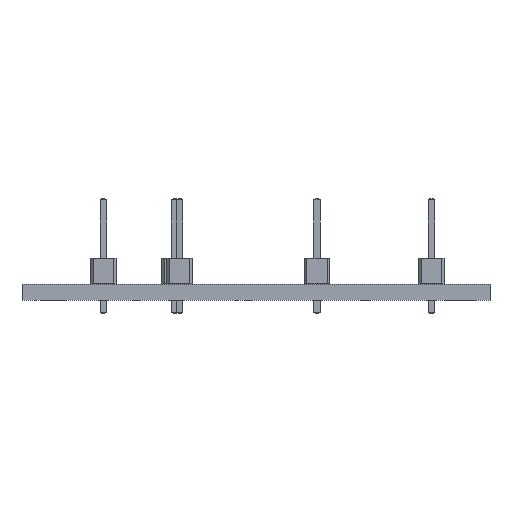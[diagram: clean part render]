
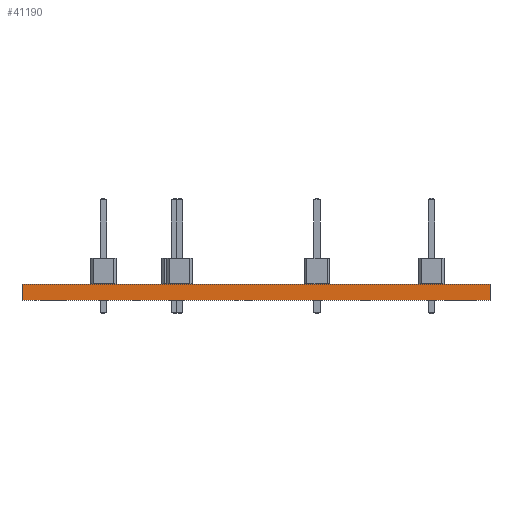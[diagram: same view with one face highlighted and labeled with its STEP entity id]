
A CAD part, front view. The second image highlights one B-rep face of the part: STEP entity #41190.
In plain terms, the highlighted planar face has unit normal (0, -1, 0).
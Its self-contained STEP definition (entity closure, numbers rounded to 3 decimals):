
#41074 = EDGE_CURVE('',#41075,#41077,#41079,.T.);
#41075 = VERTEX_POINT('',#41076);
#41076 = CARTESIAN_POINT('',(224.79,-160.782,0.));
#41077 = VERTEX_POINT('',#41078);
#41078 = CARTESIAN_POINT('',(224.79,-160.782,1.6));
#41079 = SURFACE_CURVE('',#41080,(#41084,#41096),.PCURVE_S1.);
#41080 = LINE('',#41081,#41082);
#41081 = CARTESIAN_POINT('',(224.79,-160.782,0.));
#41082 = VECTOR('',#41083,1.);
#41083 = DIRECTION('',(0.,0.,1.));
#41084 = PCURVE('',#41085,#41090);
#41085 = PLANE('',#41086);
#41086 = AXIS2_PLACEMENT_3D('',#41087,#41088,#41089);
#41087 = CARTESIAN_POINT('',(224.79,-160.782,0.));
#41088 = DIRECTION('',(-1.,0.,0.));
#41089 = DIRECTION('',(0.,1.,0.));
#41090 = DEFINITIONAL_REPRESENTATION('',(#41091),#41095);
#41091 = LINE('',#41092,#41093);
#41092 = CARTESIAN_POINT('',(0.,0.));
#41093 = VECTOR('',#41094,1.);
#41094 = DIRECTION('',(0.,-1.));
#41095 = ( GEOMETRIC_REPRESENTATION_CONTEXT(2) 
PARAMETRIC_REPRESENTATION_CONTEXT() REPRESENTATION_CONTEXT('2D SPACE',''
  ) );
#41096 = PCURVE('',#41097,#41102);
#41097 = PLANE('',#41098);
#41098 = AXIS2_PLACEMENT_3D('',#41099,#41100,#41101);
#41099 = CARTESIAN_POINT('',(178.054,-160.782,0.));
#41100 = DIRECTION('',(0.,1.,0.));
#41101 = DIRECTION('',(1.,0.,0.));
#41102 = DEFINITIONAL_REPRESENTATION('',(#41103),#41107);
#41103 = LINE('',#41104,#41105);
#41104 = CARTESIAN_POINT('',(46.736,0.));
#41105 = VECTOR('',#41106,1.);
#41106 = DIRECTION('',(0.,-1.));
#41107 = ( GEOMETRIC_REPRESENTATION_CONTEXT(2) 
PARAMETRIC_REPRESENTATION_CONTEXT() REPRESENTATION_CONTEXT('2D SPACE',''
  ) );
#41125 = PLANE('',#41126);
#41126 = AXIS2_PLACEMENT_3D('',#41127,#41128,#41129);
#41127 = CARTESIAN_POINT('',(201.422,-118.491,1.6));
#41128 = DIRECTION('',(0.,0.,1.));
#41129 = DIRECTION('',(1.,0.,0.));
#41179 = PLANE('',#41180);
#41180 = AXIS2_PLACEMENT_3D('',#41181,#41182,#41183);
#41181 = CARTESIAN_POINT('',(201.422,-118.491,0.));
#41182 = DIRECTION('',(0.,0.,1.));
#41183 = DIRECTION('',(1.,0.,0.));
#41190 = ADVANCED_FACE('',(#41191),#41097,.F.);
#41191 = FACE_BOUND('',#41192,.F.);
#41192 = EDGE_LOOP('',(#41193,#41223,#41244,#41245));
#41193 = ORIENTED_EDGE('',*,*,#41194,.T.);
#41194 = EDGE_CURVE('',#41195,#41197,#41199,.T.);
#41195 = VERTEX_POINT('',#41196);
#41196 = CARTESIAN_POINT('',(178.054,-160.782,0.));
#41197 = VERTEX_POINT('',#41198);
#41198 = CARTESIAN_POINT('',(178.054,-160.782,1.6));
#41199 = SURFACE_CURVE('',#41200,(#41204,#41211),.PCURVE_S1.);
#41200 = LINE('',#41201,#41202);
#41201 = CARTESIAN_POINT('',(178.054,-160.782,0.));
#41202 = VECTOR('',#41203,1.);
#41203 = DIRECTION('',(0.,0.,1.));
#41204 = PCURVE('',#41097,#41205);
#41205 = DEFINITIONAL_REPRESENTATION('',(#41206),#41210);
#41206 = LINE('',#41207,#41208);
#41207 = CARTESIAN_POINT('',(0.,0.));
#41208 = VECTOR('',#41209,1.);
#41209 = DIRECTION('',(0.,-1.));
#41210 = ( GEOMETRIC_REPRESENTATION_CONTEXT(2) 
PARAMETRIC_REPRESENTATION_CONTEXT() REPRESENTATION_CONTEXT('2D SPACE',''
  ) );
#41211 = PCURVE('',#41212,#41217);
#41212 = PLANE('',#41213);
#41213 = AXIS2_PLACEMENT_3D('',#41214,#41215,#41216);
#41214 = CARTESIAN_POINT('',(178.054,-76.2,0.));
#41215 = DIRECTION('',(1.,0.,0.));
#41216 = DIRECTION('',(0.,-1.,0.));
#41217 = DEFINITIONAL_REPRESENTATION('',(#41218),#41222);
#41218 = LINE('',#41219,#41220);
#41219 = CARTESIAN_POINT('',(84.582,0.));
#41220 = VECTOR('',#41221,1.);
#41221 = DIRECTION('',(0.,-1.));
#41222 = ( GEOMETRIC_REPRESENTATION_CONTEXT(2) 
PARAMETRIC_REPRESENTATION_CONTEXT() REPRESENTATION_CONTEXT('2D SPACE',''
  ) );
#41223 = ORIENTED_EDGE('',*,*,#41224,.T.);
#41224 = EDGE_CURVE('',#41197,#41077,#41225,.T.);
#41225 = SURFACE_CURVE('',#41226,(#41230,#41237),.PCURVE_S1.);
#41226 = LINE('',#41227,#41228);
#41227 = CARTESIAN_POINT('',(178.054,-160.782,1.6));
#41228 = VECTOR('',#41229,1.);
#41229 = DIRECTION('',(1.,0.,0.));
#41230 = PCURVE('',#41097,#41231);
#41231 = DEFINITIONAL_REPRESENTATION('',(#41232),#41236);
#41232 = LINE('',#41233,#41234);
#41233 = CARTESIAN_POINT('',(0.,-1.6));
#41234 = VECTOR('',#41235,1.);
#41235 = DIRECTION('',(1.,0.));
#41236 = ( GEOMETRIC_REPRESENTATION_CONTEXT(2) 
PARAMETRIC_REPRESENTATION_CONTEXT() REPRESENTATION_CONTEXT('2D SPACE',''
  ) );
#41237 = PCURVE('',#41125,#41238);
#41238 = DEFINITIONAL_REPRESENTATION('',(#41239),#41243);
#41239 = LINE('',#41240,#41241);
#41240 = CARTESIAN_POINT('',(-23.368,-42.291));
#41241 = VECTOR('',#41242,1.);
#41242 = DIRECTION('',(1.,0.));
#41243 = ( GEOMETRIC_REPRESENTATION_CONTEXT(2) 
PARAMETRIC_REPRESENTATION_CONTEXT() REPRESENTATION_CONTEXT('2D SPACE',''
  ) );
#41244 = ORIENTED_EDGE('',*,*,#41074,.F.);
#41245 = ORIENTED_EDGE('',*,*,#41246,.F.);
#41246 = EDGE_CURVE('',#41195,#41075,#41247,.T.);
#41247 = SURFACE_CURVE('',#41248,(#41252,#41259),.PCURVE_S1.);
#41248 = LINE('',#41249,#41250);
#41249 = CARTESIAN_POINT('',(178.054,-160.782,0.));
#41250 = VECTOR('',#41251,1.);
#41251 = DIRECTION('',(1.,0.,0.));
#41252 = PCURVE('',#41097,#41253);
#41253 = DEFINITIONAL_REPRESENTATION('',(#41254),#41258);
#41254 = LINE('',#41255,#41256);
#41255 = CARTESIAN_POINT('',(0.,0.));
#41256 = VECTOR('',#41257,1.);
#41257 = DIRECTION('',(1.,0.));
#41258 = ( GEOMETRIC_REPRESENTATION_CONTEXT(2) 
PARAMETRIC_REPRESENTATION_CONTEXT() REPRESENTATION_CONTEXT('2D SPACE',''
  ) );
#41259 = PCURVE('',#41179,#41260);
#41260 = DEFINITIONAL_REPRESENTATION('',(#41261),#41265);
#41261 = LINE('',#41262,#41263);
#41262 = CARTESIAN_POINT('',(-23.368,-42.291));
#41263 = VECTOR('',#41264,1.);
#41264 = DIRECTION('',(1.,0.));
#41265 = ( GEOMETRIC_REPRESENTATION_CONTEXT(2) 
PARAMETRIC_REPRESENTATION_CONTEXT() REPRESENTATION_CONTEXT('2D SPACE',''
  ) );
